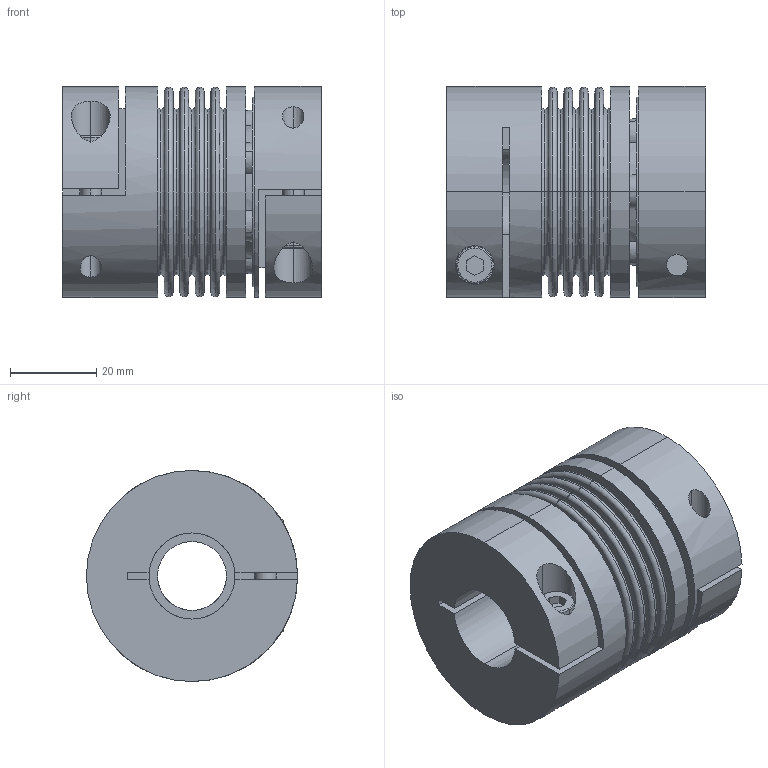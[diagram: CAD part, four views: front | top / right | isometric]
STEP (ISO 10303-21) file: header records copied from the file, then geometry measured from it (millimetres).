
FILE_DESCRIPTION(('STEP AP214'),'1');
FILE_NAME('cctmp_3202046A-8D09-45AE-8E8D-83361F84DC78_2023_06_07_09_07_41_0305..stp','2023-06-07T07:07:41',('R+W Antriebselemente GmbH'),('CADClick - www.CADClick.com'),'Spatial InterOp 3D',' ','unknown authorization');
FILE_SCHEMA(('AUTOMOTIVE_DESIGN'));
Length unit declared in the file: millimetre
Products named in the file (3): cc_unnamed; BK5/15/60/20/16_1; BK5/15/60/20/16
Assembly tree (2 placements, depth 2):
  cc_unnamed
    BK5/15/60/20/16_1
    BK5/15/60/20/16
Bounding box: 60 x 49 x 49 mm (x, y, z)
Volume: 78129.2 mm3; surface area: 32823.2 mm2
Topology: 2 solids, 2 shells, 165 faces, 401 edges, 259 vertices
Faces by surface type: plane 57, torus 40, cylinder 38, cone 30
Entity records: 6790 total; most frequent: CARTESIAN_POINT 1338, DIRECTION 944, ORIENTED_EDGE 802, AXIS2_PLACEMENT_3D 413, EDGE_CURVE 401, VERTEX_POINT 259, CIRCLE 245, EDGE_LOOP 192
